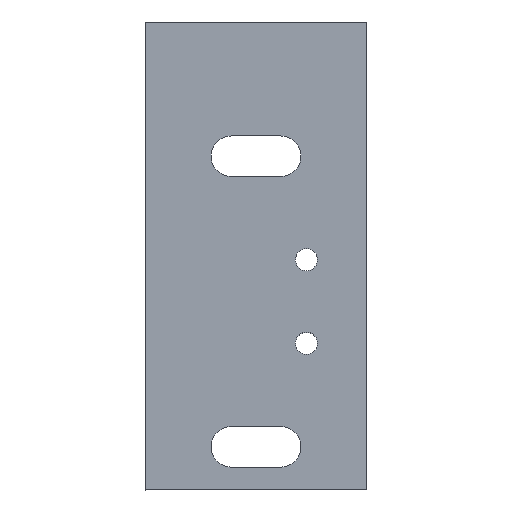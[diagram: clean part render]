
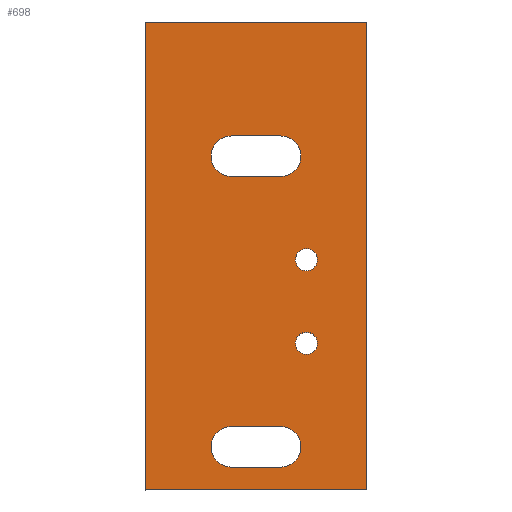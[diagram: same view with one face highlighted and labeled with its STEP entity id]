
A CAD part, top view. The second image highlights one B-rep face of the part: STEP entity #698.
In plain terms, the highlighted planar face has unit normal (0, 0, 1).
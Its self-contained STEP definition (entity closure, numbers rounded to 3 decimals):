
#24=FACE_BOUND('',#127,.T.);
#25=FACE_BOUND('',#128,.T.);
#26=FACE_BOUND('',#129,.T.);
#27=FACE_BOUND('',#130,.T.);
#51=PLANE('',#763);
#84=FACE_OUTER_BOUND('',#126,.T.);
#126=EDGE_LOOP('',(#643,#644,#645,#646));
#127=EDGE_LOOP('',(#647));
#128=EDGE_LOOP('',(#648));
#129=EDGE_LOOP('',(#649,#650,#651,#652));
#130=EDGE_LOOP('',(#653,#654,#655,#656));
#157=LINE('',#1031,#235);
#161=LINE('',#1040,#239);
#163=LINE('',#1047,#241);
#167=LINE('',#1056,#245);
#169=LINE('',#1063,#247);
#173=LINE('',#1071,#251);
#176=LINE('',#1076,#254);
#180=LINE('',#1082,#258);
#235=VECTOR('',#838,10.);
#239=VECTOR('',#848,10.);
#241=VECTOR('',#856,10.);
#245=VECTOR('',#866,10.);
#247=VECTOR('',#874,10.);
#251=VECTOR('',#880,10.);
#254=VECTOR('',#885,10.);
#258=VECTOR('',#891,10.);
#288=CIRCLE('',#715,0.9);
#292=CIRCLE('',#721,0.9);
#301=CIRCLE('',#737,1.65);
#302=CIRCLE('',#740,1.65);
#303=CIRCLE('',#743,1.65);
#304=CIRCLE('',#746,1.65);
#306=VERTEX_POINT('',#950);
#310=VERTEX_POINT('',#962);
#338=VERTEX_POINT('',#1029);
#339=VERTEX_POINT('',#1030);
#340=VERTEX_POINT('',#1035);
#341=VERTEX_POINT('',#1039);
#342=VERTEX_POINT('',#1045);
#343=VERTEX_POINT('',#1046);
#344=VERTEX_POINT('',#1051);
#345=VERTEX_POINT('',#1055);
#346=VERTEX_POINT('',#1061);
#347=VERTEX_POINT('',#1062);
#350=VERTEX_POINT('',#1070);
#351=VERTEX_POINT('',#1075);
#371=EDGE_CURVE('',#306,#306,#288,.T.);
#377=EDGE_CURVE('',#310,#310,#292,.T.);
#409=EDGE_CURVE('',#338,#339,#157,.T.);
#412=EDGE_CURVE('',#340,#338,#301,.T.);
#414=EDGE_CURVE('',#341,#340,#161,.T.);
#416=EDGE_CURVE('',#339,#341,#302,.T.);
#417=EDGE_CURVE('',#342,#343,#163,.T.);
#420=EDGE_CURVE('',#344,#342,#303,.T.);
#422=EDGE_CURVE('',#345,#344,#167,.T.);
#424=EDGE_CURVE('',#343,#345,#304,.T.);
#425=EDGE_CURVE('',#346,#347,#169,.T.);
#429=EDGE_CURVE('',#347,#350,#173,.T.);
#432=EDGE_CURVE('',#350,#351,#176,.T.);
#436=EDGE_CURVE('',#351,#346,#180,.T.);
#643=ORIENTED_EDGE('',*,*,#436,.T.);
#644=ORIENTED_EDGE('',*,*,#425,.T.);
#645=ORIENTED_EDGE('',*,*,#429,.T.);
#646=ORIENTED_EDGE('',*,*,#432,.T.);
#647=ORIENTED_EDGE('',*,*,#371,.T.);
#648=ORIENTED_EDGE('',*,*,#377,.T.);
#649=ORIENTED_EDGE('',*,*,#424,.F.);
#650=ORIENTED_EDGE('',*,*,#417,.F.);
#651=ORIENTED_EDGE('',*,*,#420,.F.);
#652=ORIENTED_EDGE('',*,*,#422,.F.);
#653=ORIENTED_EDGE('',*,*,#416,.F.);
#654=ORIENTED_EDGE('',*,*,#409,.F.);
#655=ORIENTED_EDGE('',*,*,#412,.F.);
#656=ORIENTED_EDGE('',*,*,#414,.F.);
#698=ADVANCED_FACE('',(#84,#24,#25,#26,#27),#51,.T.);
#715=AXIS2_PLACEMENT_3D('',#952,#771,#772);
#721=AXIS2_PLACEMENT_3D('',#964,#785,#786);
#737=AXIS2_PLACEMENT_3D('',#1036,#843,#844);
#740=AXIS2_PLACEMENT_3D('',#1043,#852,#853);
#743=AXIS2_PLACEMENT_3D('',#1052,#861,#862);
#746=AXIS2_PLACEMENT_3D('',#1059,#870,#871);
#763=AXIS2_PLACEMENT_3D('',#1139,#944,#945);
#771=DIRECTION('center_axis',(0.,0.,
-1.));
#772=DIRECTION('ref_axis',(1.,0.,0.));
#785=DIRECTION('center_axis',(0.,0.,
-1.));
#786=DIRECTION('ref_axis',(1.,0.,0.));
#838=DIRECTION('',(-1.,0.,0.));
#843=DIRECTION('center_axis',(0.,0.,
1.));
#844=DIRECTION('ref_axis',(0.,1.,0.));
#848=DIRECTION('',(1.,0.,0.));
#852=DIRECTION('center_axis',(0.,0.,
1.));
#853=DIRECTION('ref_axis',(0.,-1.,0.));
#856=DIRECTION('',(-1.,0.,0.));
#861=DIRECTION('center_axis',(0.,0.,
1.));
#862=DIRECTION('ref_axis',(0.,1.,0.));
#866=DIRECTION('',(1.,0.,0.));
#870=DIRECTION('center_axis',(0.,0.,
1.));
#871=DIRECTION('ref_axis',(0.,-1.,0.));
#874=DIRECTION('',(-1.,0.,0.));
#880=DIRECTION('',(0.,-1.,0.));
#885=DIRECTION('',(1.,0.,0.));
#891=DIRECTION('',(0.,1.,0.));
#944=DIRECTION('center_axis',(0.,0.,
1.));
#945=DIRECTION('ref_axis',(0.,1.,0.));
#950=CARTESIAN_POINT('',(23.2,-170.3,-235.));
#952=CARTESIAN_POINT('Origin',(24.1,-170.3,-235.));
#962=CARTESIAN_POINT('',(23.2,-177.1,-235.));
#964=CARTESIAN_POINT('Origin',(24.1,-177.1,-235.));
#1029=CARTESIAN_POINT('',(22.,-183.85,-235.));
#1030=CARTESIAN_POINT('',(18.,-183.85,-235.));
#1031=CARTESIAN_POINT('',(18.,-183.85,-235.));
#1035=CARTESIAN_POINT('',(22.,-187.15,-235.));
#1036=CARTESIAN_POINT('Origin',(22.,-185.5,-235.));
#1039=CARTESIAN_POINT('',(18.,-187.15,-235.));
#1040=CARTESIAN_POINT('',(22.,-187.15,-235.));
#1043=CARTESIAN_POINT('Origin',(18.,-185.5,-235.));
#1045=CARTESIAN_POINT('',(22.,-160.25,-235.));
#1046=CARTESIAN_POINT('',(18.,-160.25,-235.));
#1047=CARTESIAN_POINT('',(18.,-160.25,-235.));
#1051=CARTESIAN_POINT('',(22.,-163.55,-235.));
#1052=CARTESIAN_POINT('Origin',(22.,-161.9,-235.));
#1055=CARTESIAN_POINT('',(18.,-163.55,-235.));
#1056=CARTESIAN_POINT('',(22.,-163.55,-235.));
#1059=CARTESIAN_POINT('Origin',(18.,-161.9,-235.));
#1061=CARTESIAN_POINT('',(29.,-151.,-235.));
#1062=CARTESIAN_POINT('',(11.,-151.,-235.));
#1063=CARTESIAN_POINT('',(29.,-151.,-235.));
#1070=CARTESIAN_POINT('',(11.,-189.,-235.));
#1071=CARTESIAN_POINT('',(11.,-151.,-235.));
#1075=CARTESIAN_POINT('',(29.,-189.,-235.));
#1076=CARTESIAN_POINT('',(11.,-189.,-235.));
#1082=CARTESIAN_POINT('',(29.,-225.,-235.));
#1139=CARTESIAN_POINT('Origin',(29.,-182.,-235.));
